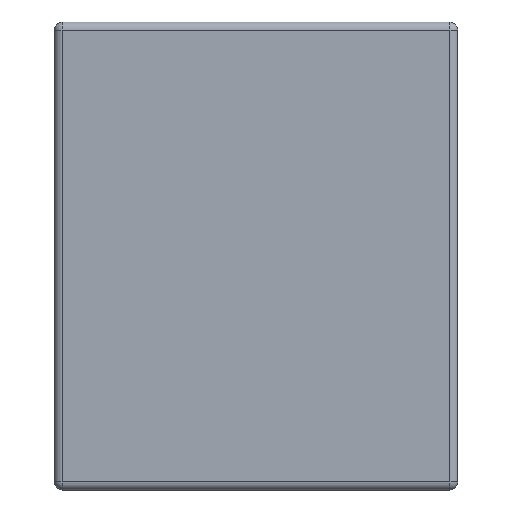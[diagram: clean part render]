
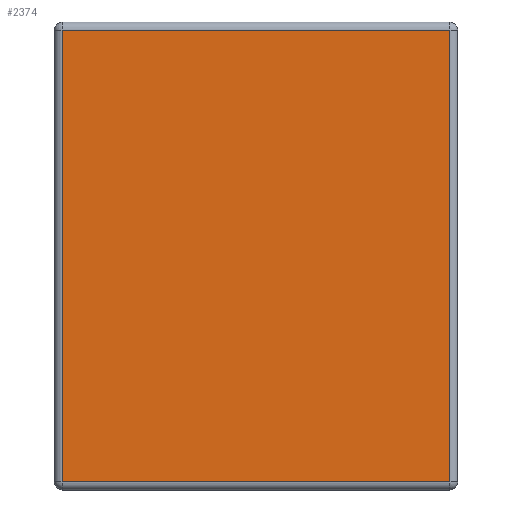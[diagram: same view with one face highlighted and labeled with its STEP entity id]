
A CAD part, left-side view. The second image highlights one B-rep face of the part: STEP entity #2374.
In plain terms, the highlighted planar face has unit normal (-1, 0, 0).
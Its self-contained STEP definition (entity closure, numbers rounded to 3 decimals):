
#163 = EDGE_CURVE ( 'NONE', #762, #3609, #3753, .T. ) ;
#235 = LINE ( 'NONE', #1402, #2352 ) ;
#406 = DIRECTION ( 'NONE',  ( 0., 1., 0. ) ) ;
#412 = CARTESIAN_POINT ( 'NONE',  ( -1., -0.6, 1.425 ) ) ;
#512 = CARTESIAN_POINT ( 'NONE',  ( -1., 0.6, 0. ) ) ;
#605 = ORIENTED_EDGE ( 'NONE', *, *, #1240, .T. ) ;
#688 = ORIENTED_EDGE ( 'NONE', *, *, #2192, .T. ) ;
#760 = LINE ( 'NONE', #1033, #2430 ) ;
#762 = VERTEX_POINT ( 'NONE', #2097 ) ;
#937 = LINE ( 'NONE', #1810, #1431 ) ;
#1033 = CARTESIAN_POINT ( 'NONE',  ( -1., 0., 1.425 ) ) ;
#1103 = EDGE_LOOP ( 'NONE', ( #605, #3037, #688, #2833 ) ) ;
#1240 = EDGE_CURVE ( 'NONE', #3582, #762, #760, .T. ) ;
#1263 = CARTESIAN_POINT ( 'NONE',  ( -1., -0.6, 0.025 ) ) ;
#1382 = CARTESIAN_POINT ( 'NONE',  ( -1., 0.6, 0.025 ) ) ;
#1402 = CARTESIAN_POINT ( 'NONE',  ( -1., -0.625, 0.025 ) ) ;
#1431 = VECTOR ( 'NONE', #2414, 1000. ) ;
#1567 = FACE_OUTER_BOUND ( 'NONE', #1103, .T. ) ;
#1810 = CARTESIAN_POINT ( 'NONE',  ( -1., -0.6, 1.45 ) ) ;
#2053 = DIRECTION ( 'NONE',  ( -1., 0., 0. ) ) ;
#2097 = CARTESIAN_POINT ( 'NONE',  ( -1., 0.6, 1.425 ) ) ;
#2107 = VECTOR ( 'NONE', #3437, 1000. ) ;
#2192 = EDGE_CURVE ( 'NONE', #3609, #2896, #235, .T. ) ;
#2286 = AXIS2_PLACEMENT_3D ( 'NONE', #3500, #2053, #2590 ) ;
#2352 = VECTOR ( 'NONE', #2558, 1000. ) ;
#2374 = ADVANCED_FACE ( 'NONE', ( #1567 ), #3244, .T. ) ;
#2414 = DIRECTION ( 'NONE',  ( 0., 0., 1. ) ) ;
#2430 = VECTOR ( 'NONE', #406, 1000. ) ;
#2558 = DIRECTION ( 'NONE',  ( 0., -1., 0. ) ) ;
#2590 = DIRECTION ( 'NONE',  ( 0., 0., 1. ) ) ;
#2833 = ORIENTED_EDGE ( 'NONE', *, *, #3448, .T. ) ;
#2896 = VERTEX_POINT ( 'NONE', #1263 ) ;
#3037 = ORIENTED_EDGE ( 'NONE', *, *, #163, .T. ) ;
#3244 = PLANE ( 'NONE',  #2286 ) ;
#3437 = DIRECTION ( 'NONE',  ( 0., 0., -1. ) ) ;
#3448 = EDGE_CURVE ( 'NONE', #2896, #3582, #937, .T. ) ;
#3500 = CARTESIAN_POINT ( 'NONE',  ( -1., 0., 1.45 ) ) ;
#3582 = VERTEX_POINT ( 'NONE', #412 ) ;
#3609 = VERTEX_POINT ( 'NONE', #1382 ) ;
#3753 = LINE ( 'NONE', #512, #2107 ) ;
